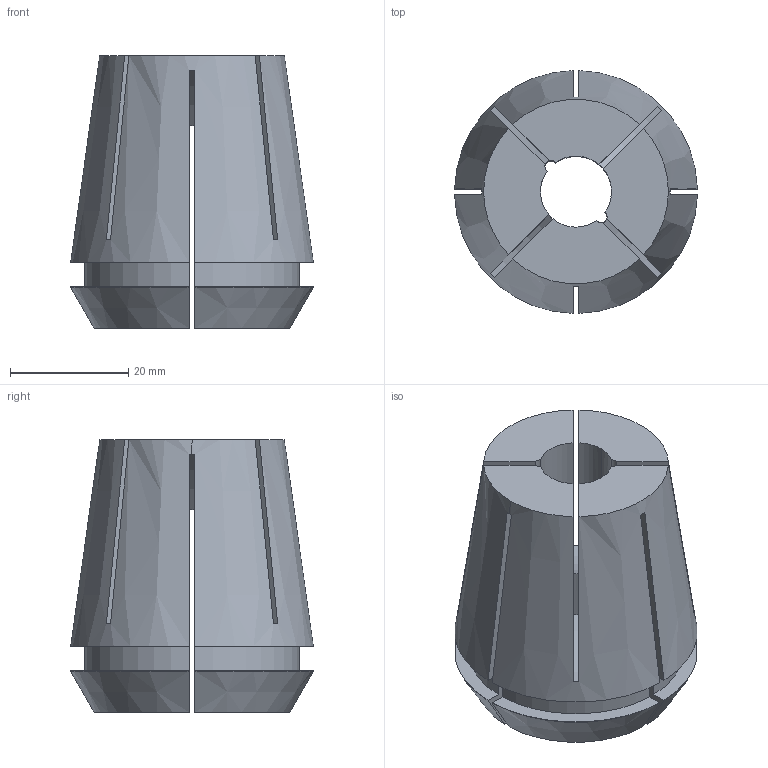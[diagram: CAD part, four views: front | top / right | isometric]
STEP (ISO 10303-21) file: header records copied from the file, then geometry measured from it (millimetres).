
FILE_DESCRIPTION (( 'STEP AP203' ), '1' );
FILE_NAME ('202.126.40.12.STEP', '2017-04-10T09:45:59', ( '' ), ( '' ), 'SwSTEP 2.0', 'SolidWorks 2015', '' );
FILE_SCHEMA (( 'CONFIG_CONTROL_DESIGN' ));
Length unit declared in the file: millimetre
Products named in the file (1): 202.126.40.12
Bounding box: 40.99 x 40.99 x 46 mm (x, y, z)
Volume: 39046.5 mm3; surface area: 15347.7 mm2
Topology: 1 solids, 1 shells, 60 faces, 180 edges, 120 vertices
Faces by surface type: plane 32, cylinder 22, cone 6
Entity records: 2212 total; most frequent: CARTESIAN_POINT 529, ORIENTED_EDGE 360, DIRECTION 324, EDGE_CURVE 180, AXIS2_PLACEMENT_3D 126, VERTEX_POINT 120, VECTOR 72, LINE 72
